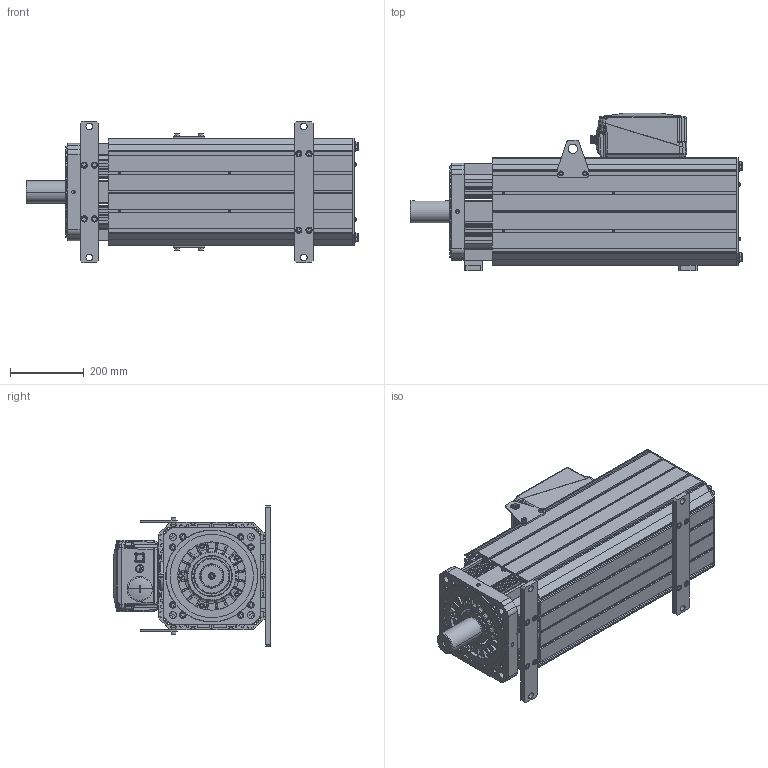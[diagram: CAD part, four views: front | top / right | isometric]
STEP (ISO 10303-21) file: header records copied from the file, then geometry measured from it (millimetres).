
FILE_DESCRIPTION((''),'2;1');
FILE_NAME('67921N-0_SW0001','2016-06-15T',('zhuanghaohui'),(''),'PRO/ENGINEER BY PARAMETRIC TECHNOLOGY CORPORATION, 2010430','PRO/ENGINEER BY PARAMETRIC TECHNOLOGY CORPORATION, 2010430','');
FILE_SCHEMA(('CONFIG_CONTROL_DESIGN'));
Products named in the file (1): 67921N-0_SW0001
Bounding box: 902.12 x 427.62 x 384.1 mm (x, y, z)
Surface area: 4029170.2 mm2 (no closed solid volume)
Topology: 0 solids, 223 shells, 2350 faces, 9082 edges, 6809 vertices
Faces by surface type: plane 1196, cylinder 603, torus 199, bspline 191, cone 141, sphere 20
Entity records: 118861 total; most frequent: CARTESIAN_POINT 45646, DIRECTION 15072, ORIENTED_EDGE 13025, EDGE_CURVE 9072, VERTEX_POINT 6809, VECTOR 5266, LINE 5266, AXIS2_PLACEMENT_3D 4903
